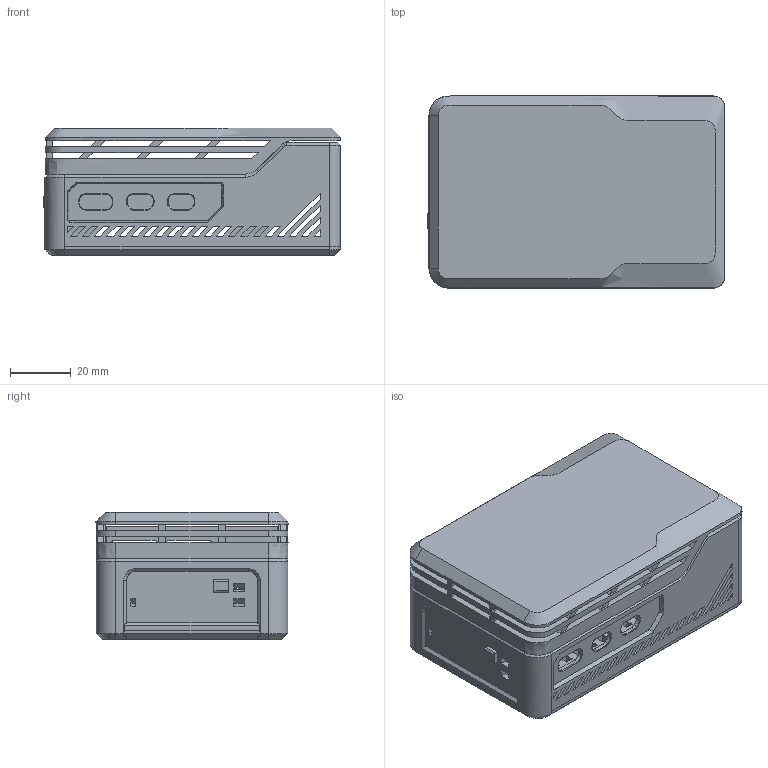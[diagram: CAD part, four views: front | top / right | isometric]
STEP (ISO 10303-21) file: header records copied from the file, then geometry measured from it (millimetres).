
FILE_DESCRIPTION(/* description */ (''),/* implementation_level */ '2;1');
FILE_NAME(/* name */ 'Pi hat _shell-20240827.stp',/* time_stamp */ '2024-08-27T17:19:33+08:00',/* author */ (''),/* organization */ (''),/* preprocessor_version */ 'ST-DEVELOPER v19.4',/* originating_system */ 'SIEMENS PLM Software NX2306.1700',/* authorisation */ '');
FILE_SCHEMA (('AP203_CONFIGURATION_CONTROLLED_3D_DESIGN_OF_MECHANICAL_PARTS_AND_ASSEMBLIES_MIM_LF { 1 0 10303 403 2 1 2}'));
Length unit declared in the file: millimetre
Products named in the file (5): 按键; 中框; 上盖; 下盖_MODEL; rpi5 case_sam
Assembly tree (4 placements, depth 3):
  rpi5 case_sam
    下盖_MODEL
      按键
    上盖
    中框
Bounding box: 97.53 x 63.06 x 42 mm (x, y, z)
Volume: 73377.4 mm3; surface area: 54669.6 mm2
Topology: 4 solids, 4 shells, 1098 faces, 3199 edges, 2118 vertices
Faces by surface type: plane 900, cylinder 110, cone 60, bspline 26, extrusion 2
Full cylindrical faces by diameter (mm): 2 x1, 2.5 x1, 3 x8, 5 x4
Entity records: 37074 total; most frequent: CARTESIAN_POINT 13840, ORIENTED_EDGE 6344, EDGE_CURVE 3172, B_SPLINE_CURVE_WITH_KNOTS 2817, DIRECTION 2178, VERTEX_POINT 2113, EDGE_LOOP 1431, ADVANCED_FACE 1098
